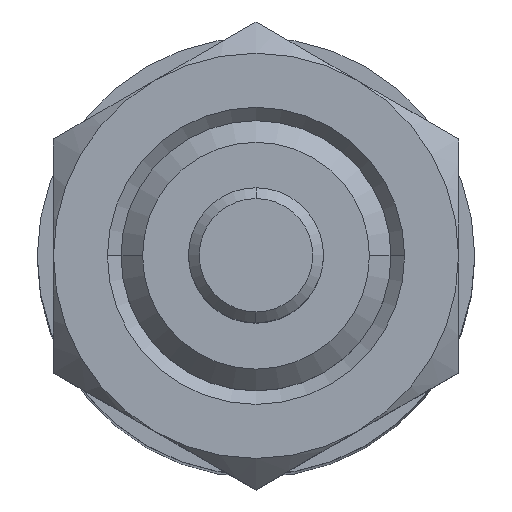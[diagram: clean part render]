
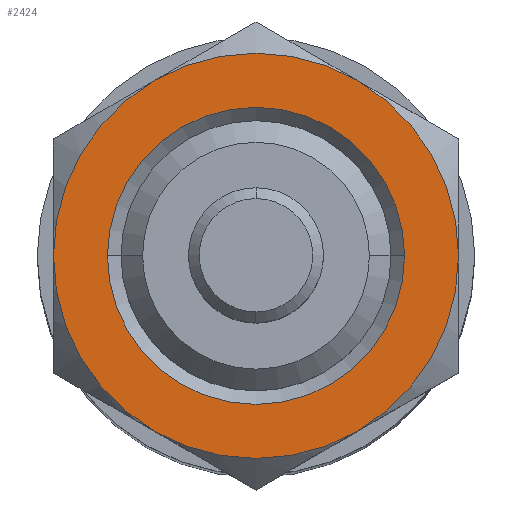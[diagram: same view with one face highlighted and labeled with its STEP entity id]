
A CAD part, top view. The second image highlights one B-rep face of the part: STEP entity #2424.
In plain terms, the highlighted planar face has unit normal (0, 0, 1).
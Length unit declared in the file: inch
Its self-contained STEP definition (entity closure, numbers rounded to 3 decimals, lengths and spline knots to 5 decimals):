
#2 = CARTESIAN_POINT ( 'NONE',  ( 0., 0., 0.155 ) ) ;
#18 = EDGE_LOOP ( 'NONE', ( #2106, #2026 ) ) ;
#26 = VERTEX_POINT ( 'NONE', #1861 ) ;
#30 = ORIENTED_EDGE ( 'NONE', *, *, #898, .T. ) ;
#45 = CARTESIAN_POINT ( 'NONE',  ( -0.375, 0., 0.155 ) ) ;
#57 = VERTEX_POINT ( 'NONE', #108 ) ;
#66 = DIRECTION ( 'NONE',  ( 1., 0., 0. ) ) ;
#78 = CIRCLE ( 'NONE', #2170, 0.375 ) ;
#108 = CARTESIAN_POINT ( 'NONE',  ( -0.275, 0., 0.155 ) ) ;
#113 = VERTEX_POINT ( 'NONE', #1306 ) ;
#122 = VERTEX_POINT ( 'NONE', #1984 ) ;
#138 = ORIENTED_EDGE ( 'NONE', *, *, #2387, .T. ) ;
#159 = EDGE_CURVE ( 'NONE', #122, #617, #1334, .T. ) ;
#185 = DIRECTION ( 'NONE',  ( 0., 0., 1. ) ) ;
#202 = DIRECTION ( 'NONE',  ( 1., 0., 0. ) ) ;
#230 = ORIENTED_EDGE ( 'NONE', *, *, #1198, .T. ) ;
#272 = FACE_OUTER_BOUND ( 'NONE', #1486, .T. ) ;
#341 = PLANE ( 'NONE',  #546 ) ;
#459 = EDGE_CURVE ( 'NONE', #1332, #26, #2342, .T. ) ;
#517 = CARTESIAN_POINT ( 'NONE',  ( 0., 0., 0.155 ) ) ;
#544 = DIRECTION ( 'NONE',  ( 0., 0., 1. ) ) ;
#546 = AXIS2_PLACEMENT_3D ( 'NONE', #1721, #544, #1914 ) ;
#583 = CARTESIAN_POINT ( 'NONE',  ( 0., 0., 0.155 ) ) ;
#588 = CARTESIAN_POINT ( 'NONE',  ( 0., 0., 0.155 ) ) ;
#617 = VERTEX_POINT ( 'NONE', #45 ) ;
#649 = CIRCLE ( 'NONE', #1014, 0.275 ) ;
#707 = CARTESIAN_POINT ( 'NONE',  ( 0., 0., 0.155 ) ) ;
#716 = DIRECTION ( 'NONE',  ( 1., 0., 0. ) ) ;
#729 = EDGE_CURVE ( 'NONE', #2496, #57, #1854, .T. ) ;
#785 = DIRECTION ( 'NONE',  ( 1., 0., 0. ) ) ;
#788 = DIRECTION ( 'NONE',  ( 1., 0., 0. ) ) ;
#792 = CIRCLE ( 'NONE', #1204, 0.375 ) ;
#839 = CIRCLE ( 'NONE', #1284, 0.375 ) ;
#898 = EDGE_CURVE ( 'NONE', #1070, #1332, #1025, .T. ) ;
#901 = DIRECTION ( 'NONE',  ( 1., 0., 0. ) ) ;
#1010 = AXIS2_PLACEMENT_3D ( 'NONE', #707, #2083, #901 ) ;
#1014 = AXIS2_PLACEMENT_3D ( 'NONE', #2409, #1231, #66 ) ;
#1025 = CIRCLE ( 'NONE', #1515, 0.375 ) ;
#1035 = CARTESIAN_POINT ( 'NONE',  ( 0.1875, -0.32476, 0.155 ) ) ;
#1044 = ORIENTED_EDGE ( 'NONE', *, *, #159, .T. ) ;
#1067 = CARTESIAN_POINT ( 'NONE',  ( 0., 0., 0.155 ) ) ;
#1070 = VERTEX_POINT ( 'NONE', #1035 ) ;
#1198 = EDGE_CURVE ( 'NONE', #617, #113, #78, .T. ) ;
#1204 = AXIS2_PLACEMENT_3D ( 'NONE', #517, #1889, #716 ) ;
#1231 = DIRECTION ( 'NONE',  ( 0., 0., -1. ) ) ;
#1265 = DIRECTION ( 'NONE',  ( 1., 0., 0. ) ) ;
#1284 = AXIS2_PLACEMENT_3D ( 'NONE', #2, #1376, #202 ) ;
#1306 = CARTESIAN_POINT ( 'NONE',  ( -0.1875, -0.32476, 0.155 ) ) ;
#1332 = VERTEX_POINT ( 'NONE', #2401 ) ;
#1334 = CIRCLE ( 'NONE', #1010, 0.375 ) ;
#1356 = CARTESIAN_POINT ( 'NONE',  ( 0., 0., 0.155 ) ) ;
#1376 = DIRECTION ( 'NONE',  ( 0., 0., 1. ) ) ;
#1486 = EDGE_LOOP ( 'NONE', ( #30, #1757, #2512, #1044, #230, #138 ) ) ;
#1515 = AXIS2_PLACEMENT_3D ( 'NONE', #588, #1964, #788 ) ;
#1549 = DIRECTION ( 'NONE',  ( 1., 0., 0. ) ) ;
#1620 = AXIS2_PLACEMENT_3D ( 'NONE', #583, #1956, #785 ) ;
#1654 = EDGE_CURVE ( 'NONE', #26, #122, #839, .T. ) ;
#1721 = CARTESIAN_POINT ( 'NONE',  ( -0.375, 0.21651, 0.155 ) ) ;
#1757 = ORIENTED_EDGE ( 'NONE', *, *, #459, .T. ) ;
#1769 = FACE_BOUND ( 'NONE', #18, .T. ) ;
#1830 = EDGE_CURVE ( 'NONE', #57, #2496, #649, .T. ) ;
#1854 = CIRCLE ( 'NONE', #2102, 0.275 ) ;
#1861 = CARTESIAN_POINT ( 'NONE',  ( 0.1875, 0.32476, 0.155 ) ) ;
#1889 = DIRECTION ( 'NONE',  ( 0., 0., 1. ) ) ;
#1914 = DIRECTION ( 'NONE',  ( 1., 0., 0. ) ) ;
#1956 = DIRECTION ( 'NONE',  ( 0., 0., 1. ) ) ;
#1964 = DIRECTION ( 'NONE',  ( 0., 0., 1. ) ) ;
#1984 = CARTESIAN_POINT ( 'NONE',  ( -0.1875, 0.32476, 0.155 ) ) ;
#2026 = ORIENTED_EDGE ( 'NONE', *, *, #1830, .T. ) ;
#2083 = DIRECTION ( 'NONE',  ( 0., 0., 1. ) ) ;
#2102 = AXIS2_PLACEMENT_3D ( 'NONE', #1067, #2436, #1265 ) ;
#2106 = ORIENTED_EDGE ( 'NONE', *, *, #729, .T. ) ;
#2170 = AXIS2_PLACEMENT_3D ( 'NONE', #1356, #185, #1549 ) ;
#2334 = CARTESIAN_POINT ( 'NONE',  ( 0.275, 0., 0.155 ) ) ;
#2342 = CIRCLE ( 'NONE', #1620, 0.375 ) ;
#2387 = EDGE_CURVE ( 'NONE', #113, #1070, #792, .T. ) ;
#2401 = CARTESIAN_POINT ( 'NONE',  ( 0.375, 0., 0.155 ) ) ;
#2409 = CARTESIAN_POINT ( 'NONE',  ( 0., 0., 0.155 ) ) ;
#2424 = ADVANCED_FACE ( 'NONE', ( #1769, #272 ), #341, .T. ) ;
#2436 = DIRECTION ( 'NONE',  ( 0., 0., -1. ) ) ;
#2496 = VERTEX_POINT ( 'NONE', #2334 ) ;
#2512 = ORIENTED_EDGE ( 'NONE', *, *, #1654, .T. ) ;
